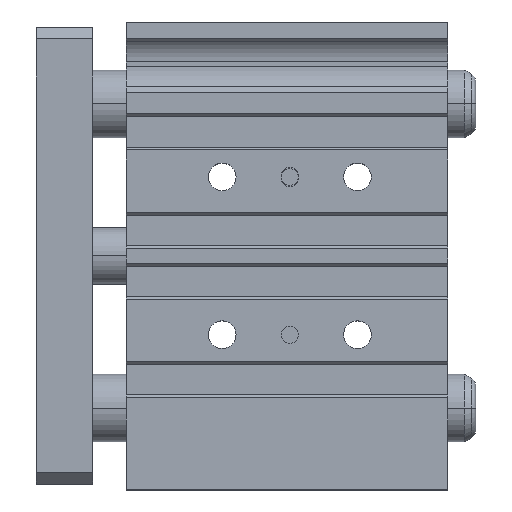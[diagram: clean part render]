
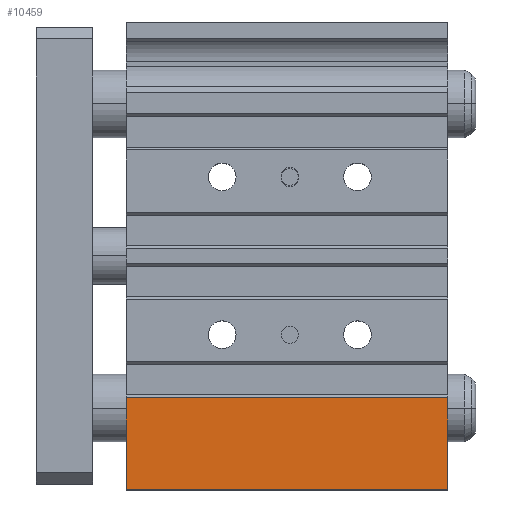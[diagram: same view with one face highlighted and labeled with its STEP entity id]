
A CAD part, top view. The second image highlights one B-rep face of the part: STEP entity #10459.
In plain terms, the highlighted planar face has unit normal (0, 0, 1).
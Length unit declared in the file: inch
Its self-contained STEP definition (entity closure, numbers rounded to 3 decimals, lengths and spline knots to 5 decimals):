
#50 = DIRECTION ( 'NONE',  ( -1., 0., 0. ) ) ;
#53 = DIRECTION ( 'NONE',  ( 0., 0., -1. ) ) ;
#106 = EDGE_CURVE ( 'NONE', #5795, #6928, #9445, .T. ) ;
#565 = ORIENTED_EDGE ( 'NONE', *, *, #3195, .F. ) ;
#783 = EDGE_CURVE ( 'NONE', #1188, #5795, #8227, .T. ) ;
#1151 = CARTESIAN_POINT ( 'NONE',  ( 2.24409, -0.99213, 0.70866 ) ) ;
#1188 = VERTEX_POINT ( 'NONE', #4970 ) ;
#1714 = PLANE ( 'NONE',  #7843 ) ;
#3102 = CARTESIAN_POINT ( 'NONE',  ( 2.24409, -1.63386, 0.70866 ) ) ;
#3195 = EDGE_CURVE ( 'NONE', #10690, #6928, #7340, .T. ) ;
#3840 = ORIENTED_EDGE ( 'NONE', *, *, #783, .T. ) ;
#3931 = CARTESIAN_POINT ( 'NONE',  ( 2.24409, -0.99213, 0.70866 ) ) ;
#4027 = CARTESIAN_POINT ( 'NONE',  ( 0., -0.99213, 0.70866 ) ) ;
#4150 = VECTOR ( 'NONE', #5878, 39.37008 ) ;
#4172 = VECTOR ( 'NONE', #50, 39.37008 ) ;
#4900 = CARTESIAN_POINT ( 'NONE',  ( 2.24409, -1.63386, 0.70866 ) ) ;
#4903 = FACE_OUTER_BOUND ( 'NONE', #5246, .T. ) ;
#4970 = CARTESIAN_POINT ( 'NONE',  ( 2.24409, -0.99213, 0.70866 ) ) ;
#5246 = EDGE_LOOP ( 'NONE', ( #9525, #565, #6253, #3840 ) ) ;
#5572 = EDGE_CURVE ( 'NONE', #1188, #10690, #6865, .T. ) ;
#5657 = DIRECTION ( 'NONE',  ( 0., -1., 0. ) ) ;
#5795 = VERTEX_POINT ( 'NONE', #4027 ) ;
#5878 = DIRECTION ( 'NONE',  ( 0., -1., 0. ) ) ;
#6129 = DIRECTION ( 'NONE',  ( 0., -1., 0. ) ) ;
#6251 = VECTOR ( 'NONE', #6129, 39.37008 ) ;
#6253 = ORIENTED_EDGE ( 'NONE', *, *, #5572, .F. ) ;
#6865 = LINE ( 'NONE', #1151, #4150 ) ;
#6928 = VERTEX_POINT ( 'NONE', #9887 ) ;
#7340 = LINE ( 'NONE', #4900, #4172 ) ;
#7703 = CARTESIAN_POINT ( 'NONE',  ( 0., -0.99213, 0.70866 ) ) ;
#7843 = AXIS2_PLACEMENT_3D ( 'NONE', #8257, #53, #5657 ) ;
#8227 = LINE ( 'NONE', #3931, #8534 ) ;
#8257 = CARTESIAN_POINT ( 'NONE',  ( 2.24409, -0.99213, 0.70866 ) ) ;
#8534 = VECTOR ( 'NONE', #9651, 39.37008 ) ;
#9445 = LINE ( 'NONE', #7703, #6251 ) ;
#9525 = ORIENTED_EDGE ( 'NONE', *, *, #106, .T. ) ;
#9651 = DIRECTION ( 'NONE',  ( -1., 0., 0. ) ) ;
#9887 = CARTESIAN_POINT ( 'NONE',  ( 0., -1.63386, 0.70866 ) ) ;
#10459 = ADVANCED_FACE ( 'NONE', ( #4903 ), #1714, .F. ) ;
#10690 = VERTEX_POINT ( 'NONE', #3102 ) ;
